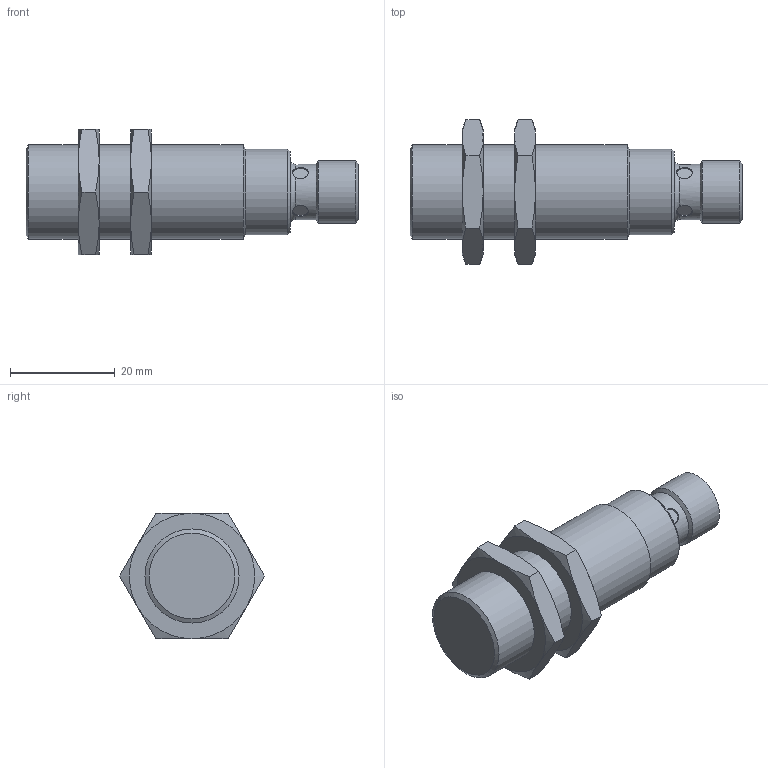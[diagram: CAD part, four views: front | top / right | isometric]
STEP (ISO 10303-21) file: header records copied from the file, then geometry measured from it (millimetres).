
FILE_DESCRIPTION(('FreeCAD Model'),'2;1');
FILE_NAME('LCS1-1810X-XRU4-AMS.stp','2020-05-05T19:48:40',( 'Author'),(''),'Open CASCADE STEP processor 7.3','FreeCAD','Unknown' );
FILE_SCHEMA(('AUTOMOTIVE_DESIGN { 1 0 10303 214 1 1 1 1 }'));
Length unit declared in the file: millimetre
Products named in the file (1): LCS1-1810X-XRU4-AMS
Bounding box: 63.5 x 27.71 x 24 mm (x, y, z)
Volume: 15220.1 mm3; surface area: 5251.2 mm2
Topology: 1 solids, 1 shells, 100 faces, 240 edges, 148 vertices
Faces by surface type: plane 44, cone 31, cylinder 19, sphere 5, torus 1
Full cylindrical faces by diameter (mm): 1 x4, 2.4 x1, 3 x4, 8.5 x1, 10.55 x1, 12 x1, 16.2 x1, 16.4 x1, 18 x3
Entity records: 9853 total; most frequent: CARTESIAN_POINT 4713, DIRECTION 738, ORIENTED_EDGE 468, PCURVE 468, DEFINITIONAL_REPRESENTATION 468, LINE 341, VECTOR 341, EDGE_CURVE 234
